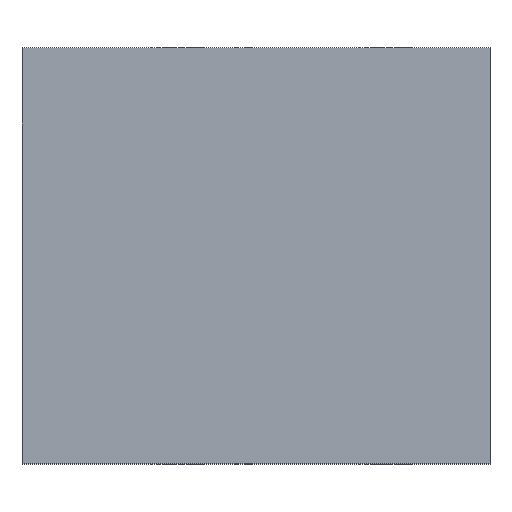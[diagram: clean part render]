
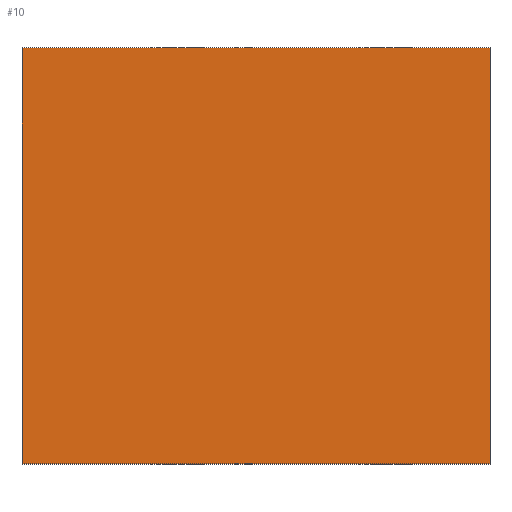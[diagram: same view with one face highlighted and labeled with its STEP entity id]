
A CAD part, top view. The second image highlights one B-rep face of the part: STEP entity #10.
In plain terms, the highlighted planar face has unit normal (0, 0, 1).
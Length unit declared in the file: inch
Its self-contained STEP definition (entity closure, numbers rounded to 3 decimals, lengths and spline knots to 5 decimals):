
#10 = ADVANCED_FACE ( 'NONE', ( #488 ), #22, .F. ) ;
#16 = CARTESIAN_POINT ( 'NONE',  ( 13.23607, 1., 4.25 ) ) ;
#22 = PLANE ( 'NONE',  #627 ) ;
#26 = LINE ( 'NONE', #171, #535 ) ;
#67 = CARTESIAN_POINT ( 'NONE',  ( 13.23607, -1., 4.25 ) ) ;
#70 = ORIENTED_EDGE ( 'NONE', *, *, #322, .T. ) ;
#109 = VECTOR ( 'NONE', #588, 39.37008 ) ;
#128 = EDGE_CURVE ( 'NONE', #165, #638, #26, .T. ) ;
#132 = DIRECTION ( 'NONE',  ( -1., 0., 0. ) ) ;
#142 = VECTOR ( 'NONE', #257, 39.37008 ) ;
#149 = VERTEX_POINT ( 'NONE', #274 ) ;
#165 = VERTEX_POINT ( 'NONE', #526 ) ;
#171 = CARTESIAN_POINT ( 'NONE',  ( 11., -1., 4.25 ) ) ;
#186 = DIRECTION ( 'NONE',  ( -1., 0., 0. ) ) ;
#217 = ORIENTED_EDGE ( 'NONE', *, *, #128, .T. ) ;
#257 = DIRECTION ( 'NONE',  ( 0., -1., 0. ) ) ;
#274 = CARTESIAN_POINT ( 'NONE',  ( 8.75, -1., 4.25 ) ) ;
#300 = EDGE_CURVE ( 'NONE', #638, #531, #593, .T. ) ;
#309 = CARTESIAN_POINT ( 'NONE',  ( 8.75, -1., 4.25 ) ) ;
#322 = EDGE_CURVE ( 'NONE', #531, #149, #392, .T. ) ;
#336 = ORIENTED_EDGE ( 'NONE', *, *, #300, .T. ) ;
#392 = LINE ( 'NONE', #309, #142 ) ;
#438 = DIRECTION ( 'NONE',  ( 0., 0., -1. ) ) ;
#442 = CARTESIAN_POINT ( 'NONE',  ( 13.23607, -1., 4.25 ) ) ;
#445 = CARTESIAN_POINT ( 'NONE',  ( 8.75, 1., 4.25 ) ) ;
#488 = FACE_OUTER_BOUND ( 'NONE', #651, .T. ) ;
#526 = CARTESIAN_POINT ( 'NONE',  ( 11., -1., 4.25 ) ) ;
#531 = VERTEX_POINT ( 'NONE', #445 ) ;
#534 = EDGE_CURVE ( 'NONE', #165, #149, #595, .T. ) ;
#535 = VECTOR ( 'NONE', #574, 39.37008 ) ;
#542 = CARTESIAN_POINT ( 'NONE',  ( 11., 1., 4.25 ) ) ;
#566 = ORIENTED_EDGE ( 'NONE', *, *, #534, .F. ) ;
#574 = DIRECTION ( 'NONE',  ( 0., 1., 0. ) ) ;
#588 = DIRECTION ( 'NONE',  ( -1., 0., 0. ) ) ;
#593 = LINE ( 'NONE', #16, #109 ) ;
#595 = LINE ( 'NONE', #442, #620 ) ;
#620 = VECTOR ( 'NONE', #132, 39.37008 ) ;
#627 = AXIS2_PLACEMENT_3D ( 'NONE', #67, #438, #186 ) ;
#638 = VERTEX_POINT ( 'NONE', #542 ) ;
#651 = EDGE_LOOP ( 'NONE', ( #566, #217, #336, #70 ) ) ;
